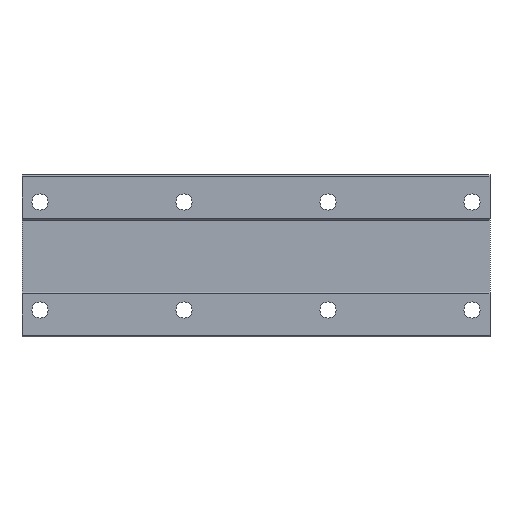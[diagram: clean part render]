
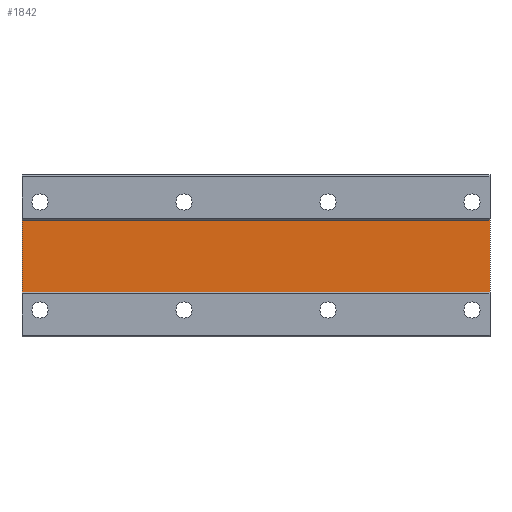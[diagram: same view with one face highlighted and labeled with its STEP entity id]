
A CAD part, front view. The second image highlights one B-rep face of the part: STEP entity #1842.
In plain terms, the highlighted planar face has unit normal (0, -1, 0).
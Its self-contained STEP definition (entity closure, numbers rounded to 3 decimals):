
#91 = LINE ( 'NONE', #103, #1040 ) ;
#103 = CARTESIAN_POINT ( 'NONE',  ( -10., 1., 44.91 ) ) ;
#140 = EDGE_LOOP ( 'NONE', ( #1310, #2206, #1456, #1747 ) ) ;
#214 = VECTOR ( 'NONE', #1868, 1000. ) ;
#376 = VECTOR ( 'NONE', #830, 1000. ) ;
#478 = DIRECTION ( 'NONE',  ( -1., 0., 0. ) ) ;
#520 = VERTEX_POINT ( 'NONE', #986 ) ;
#629 = FACE_OUTER_BOUND ( 'NONE', #140, .T. ) ;
#820 = PLANE ( 'NONE',  #1612 ) ;
#830 = DIRECTION ( 'NONE',  ( 0., 0., -1. ) ) ;
#835 = DIRECTION ( 'NONE',  ( 0., 0., -1. ) ) ;
#839 = EDGE_CURVE ( 'NONE', #1270, #1532, #91, .T. ) ;
#971 = CARTESIAN_POINT ( 'NONE',  ( 250., 1., 20. ) ) ;
#986 = CARTESIAN_POINT ( 'NONE',  ( 250., 1., -20. ) ) ;
#1011 = LINE ( 'NONE', #1760, #1574 ) ;
#1040 = VECTOR ( 'NONE', #835, 1000. ) ;
#1185 = DIRECTION ( 'NONE',  ( 0., 0., 1. ) ) ;
#1192 = CARTESIAN_POINT ( 'NONE',  ( -10., 1., 20. ) ) ;
#1270 = VERTEX_POINT ( 'NONE', #1192 ) ;
#1280 = EDGE_CURVE ( 'NONE', #2188, #520, #1939, .T. ) ;
#1284 = CARTESIAN_POINT ( 'NONE',  ( -10., 1., -20. ) ) ;
#1310 = ORIENTED_EDGE ( 'NONE', *, *, #1853, .F. ) ;
#1351 = CARTESIAN_POINT ( 'NONE',  ( 250., 1., 20. ) ) ;
#1363 = DIRECTION ( 'NONE',  ( 0., 1., 0. ) ) ;
#1456 = ORIENTED_EDGE ( 'NONE', *, *, #1720, .F. ) ;
#1496 = LINE ( 'NONE', #971, #214 ) ;
#1532 = VERTEX_POINT ( 'NONE', #1284 ) ;
#1574 = VECTOR ( 'NONE', #478, 1000. ) ;
#1612 = AXIS2_PLACEMENT_3D ( 'NONE', #1351, #1363, #1185 ) ;
#1720 = EDGE_CURVE ( 'NONE', #1270, #2188, #1496, .T. ) ;
#1747 = ORIENTED_EDGE ( 'NONE', *, *, #839, .T. ) ;
#1757 = CARTESIAN_POINT ( 'NONE',  ( 250., 1., 44.91 ) ) ;
#1760 = CARTESIAN_POINT ( 'NONE',  ( 250., 1., -20. ) ) ;
#1794 = CARTESIAN_POINT ( 'NONE',  ( 250., 1., 20. ) ) ;
#1842 = ADVANCED_FACE ( 'NONE', ( #629 ), #820, .F. ) ;
#1853 = EDGE_CURVE ( 'NONE', #520, #1532, #1011, .T. ) ;
#1868 = DIRECTION ( 'NONE',  ( 1., 0., 0. ) ) ;
#1939 = LINE ( 'NONE', #1757, #376 ) ;
#2188 = VERTEX_POINT ( 'NONE', #1794 ) ;
#2206 = ORIENTED_EDGE ( 'NONE', *, *, #1280, .F. ) ;
